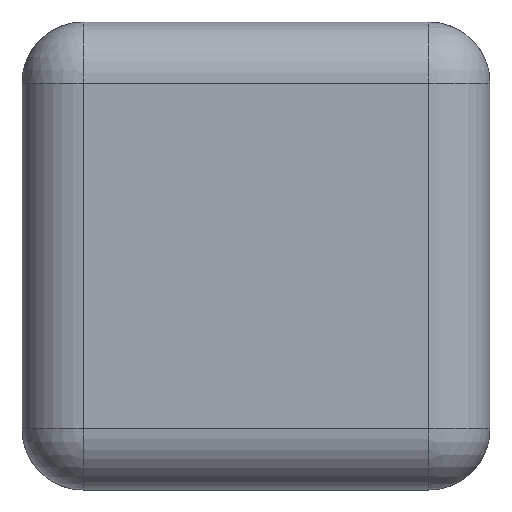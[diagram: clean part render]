
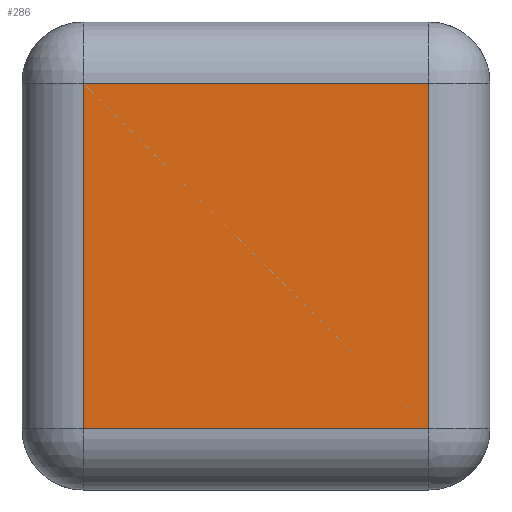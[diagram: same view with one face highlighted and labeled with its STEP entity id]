
A CAD part, left-side view. The second image highlights one B-rep face of the part: STEP entity #286.
In plain terms, the highlighted planar face has unit normal (-1, 0, 0).
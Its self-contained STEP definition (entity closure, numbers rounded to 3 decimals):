
#286=ADVANCED_FACE('',(#626),#628,.T.);
#626=FACE_BOUND('',#627,.T.);
#627=EDGE_LOOP('',(#876,#877,#878,#879));
#628=PLANE('',#629);
#629=AXIS2_PLACEMENT_3D('',#630,#631,#632);
#630=CARTESIAN_POINT('',(-0.55,-0.305,0.));
#631=DIRECTION('',(-1.,0.,0.));
#632=DIRECTION('',(0.,0.,1.));
#876=ORIENTED_EDGE('',*,*,#1028,.T.);
#877=ORIENTED_EDGE('',*,*,#1029,.F.);
#878=ORIENTED_EDGE('',*,*,#999,.F.);
#879=ORIENTED_EDGE('',*,*,#998,.T.);
#998=EDGE_CURVE('',#1104,#1132,#1134,.T.);
#999=EDGE_CURVE('',#1104,#1135,#1136,.T.);
#1028=EDGE_CURVE('',#1132,#1183,#1184,.T.);
#1029=EDGE_CURVE('',#1135,#1183,#1185,.T.);
#1104=VERTEX_POINT('',#1356);
#1132=VERTEX_POINT('',#1445);
#1134=LINE('',#1450,#1451);
#1135=VERTEX_POINT('',#1453);
#1136=LINE('',#1454,#1455);
#1183=VERTEX_POINT('',#1578);
#1184=LINE('',#1579,#1580);
#1185=LINE('',#1582,#1583);
#1356=CARTESIAN_POINT('',(-0.55,-0.225,0.08));
#1445=CARTESIAN_POINT('',(-0.55,-0.225,0.53));
#1450=CARTESIAN_POINT('',(-0.55,-0.225,0.08));
#1451=VECTOR('',#1452,1.);
#1452=DIRECTION('',(0.,0.,1.));
#1453=CARTESIAN_POINT('',(-0.55,0.225,0.08));
#1454=CARTESIAN_POINT('',(-0.55,-0.225,0.08));
#1455=VECTOR('',#1456,1.);
#1456=DIRECTION('',(0.,1.,0.));
#1578=CARTESIAN_POINT('',(-0.55,0.225,0.53));
#1579=CARTESIAN_POINT('',(-0.55,-0.225,0.53));
#1580=VECTOR('',#1581,1.);
#1581=DIRECTION('',(0.,1.,0.));
#1582=CARTESIAN_POINT('',(-0.55,0.225,0.08));
#1583=VECTOR('',#1584,1.);
#1584=DIRECTION('',(0.,0.,1.));
